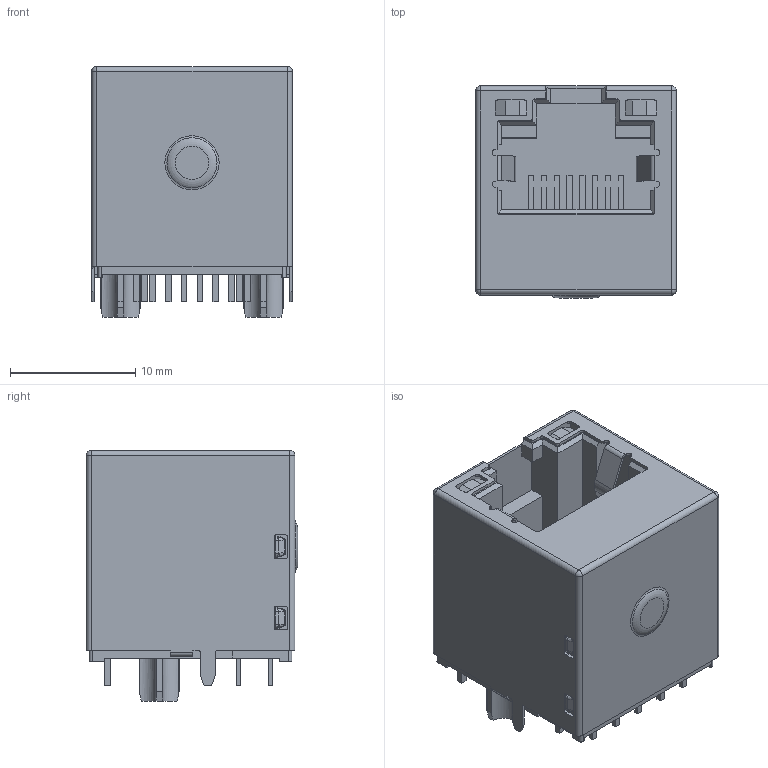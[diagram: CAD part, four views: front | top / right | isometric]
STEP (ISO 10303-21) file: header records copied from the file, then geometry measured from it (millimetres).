
FILE_DESCRIPTION(/* description */ (''),/* implementation_level */ '2;1');
FILE_NAME(/* name */ '5-2301995-4.step',/* time_stamp */ '2022-01-11T13:01:21-05:00',/* author */ (''),/* organization */ (''),/* preprocessor_version */ 'ST-DEVELOPER v18.1',/* originating_system */ 'Autodesk Translation Framework v10.10.0.1391',/* authorisation */ '');
FILE_SCHEMA (('AUTOMOTIVE_DESIGN { 1 0 10303 214 3 1 1 }'));
Length unit declared in the file: millimetre
Products named in the file (1): 5-2301995-4
Bounding box: 16.05 x 16.95 x 20.07 mm (x, y, z)
Volume: 3444.8 mm3; surface area: 2369.8 mm2
Topology: 1 solids, 1 shells, 498 faces, 1317 edges, 847 vertices
Faces by surface type: plane 323, cylinder 105, bspline 64, sphere 4, torus 2
Entity records: 19181 total; most frequent: CARTESIAN_POINT 6495, ORIENTED_EDGE 2634, DIRECTION 2424, EDGE_CURVE 1317, LINE 944, VECTOR 944, VERTEX_POINT 847, AXIS2_PLACEMENT_3D 740
